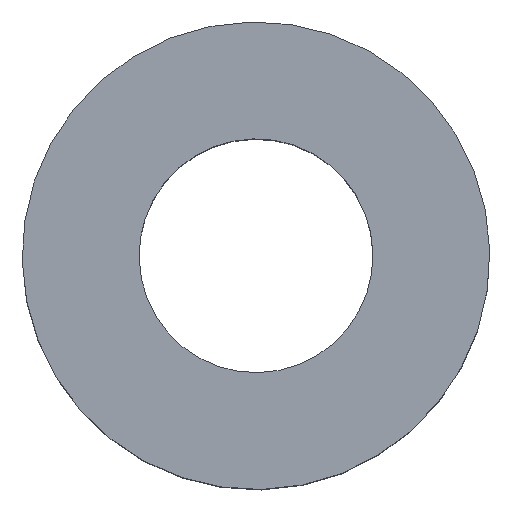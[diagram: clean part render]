
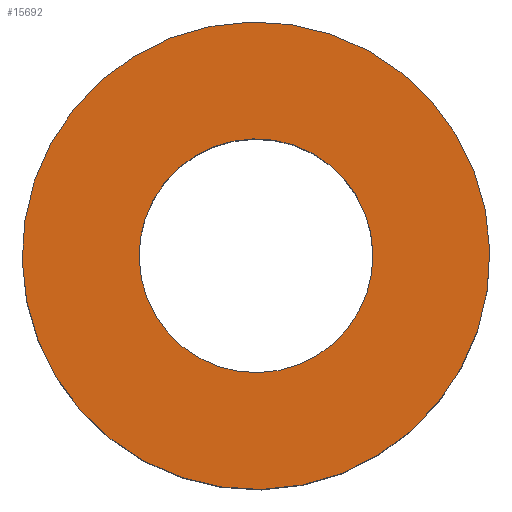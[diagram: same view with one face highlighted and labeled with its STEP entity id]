
A CAD part, top view. The second image highlights one B-rep face of the part: STEP entity #15692.
In plain terms, the highlighted planar face has unit normal (0, 0, 1).
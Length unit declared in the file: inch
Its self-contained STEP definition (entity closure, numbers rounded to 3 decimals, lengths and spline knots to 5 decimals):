
#4888=AXIS2_PLACEMENT_3D('Circle Axis2P3D',#4886,#4887,$) ;
#4907=AXIS2_PLACEMENT_3D('Circle Axis2P3D',#4905,#4906,$) ;
#15668=AXIS2_PLACEMENT_3D('Plane Axis2P3D',#15665,#15666,#15667) ;
#15676=AXIS2_PLACEMENT_3D('Circle Axis2P3D',#15674,#15675,$) ;
#15685=AXIS2_PLACEMENT_3D('Circle Axis2P3D',#15683,#15684,$) ;
#4883=CARTESIAN_POINT('Vertex',(4.79426,8.77583,11.75)) ;
#4886=CARTESIAN_POINT('Axis2P3D Location',(0.,0.,11.75)) ;
#4890=CARTESIAN_POINT('Vertex',(-4.79426,-8.77583,11.75)) ;
#4905=CARTESIAN_POINT('Axis2P3D Location',(0.,0.,11.75)) ;
#15665=CARTESIAN_POINT('Axis2P3D Location',(0.,10.,11.75)) ;
#15674=CARTESIAN_POINT('Axis2P3D Location',(0.,0.,11.75)) ;
#15678=CARTESIAN_POINT('Vertex',(-2.39713,-4.38791,11.75)) ;
#15680=CARTESIAN_POINT('Vertex',(2.39713,4.38791,11.75)) ;
#15683=CARTESIAN_POINT('Axis2P3D Location',(0.,0.,11.75)) ;
#4887=DIRECTION('Axis2P3D Direction',(0.,0.,-0.039)) ;
#4906=DIRECTION('Axis2P3D Direction',(0.,0.,-0.039)) ;
#15666=DIRECTION('Axis2P3D Direction',(0.,0.,-0.039)) ;
#15667=DIRECTION('Axis2P3D XDirection',(0.039,0.,0.)) ;
#15675=DIRECTION('Axis2P3D Direction',(0.,0.,-0.039)) ;
#15684=DIRECTION('Axis2P3D Direction',(0.,0.,-0.039)) ;
#15671=ORIENTED_EDGE('',*,*,#4892,.F.) ;
#15672=ORIENTED_EDGE('',*,*,#4909,.F.) ;
#15689=ORIENTED_EDGE('',*,*,#15682,.T.) ;
#15690=ORIENTED_EDGE('',*,*,#15687,.T.) ;
#15691=FACE_BOUND('',#15688,.T.) ;
#15692=ADVANCED_FACE('PartBody',(#15673,#15691),#15669,.F.) ;
#4889=CIRCLE('generated circle',#4888,10.) ;
#4908=CIRCLE('generated circle',#4907,10.) ;
#15677=CIRCLE('generated circle',#15676,5.) ;
#15686=CIRCLE('generated circle',#15685,5.) ;
#4892=EDGE_CURVE('',#4884,#4891,#4889,.T.) ;
#4909=EDGE_CURVE('',#4891,#4884,#4908,.T.) ;
#15682=EDGE_CURVE('',#15679,#15681,#15677,.T.) ;
#15687=EDGE_CURVE('',#15681,#15679,#15686,.T.) ;
#15670=EDGE_LOOP('',(#15671,#15672)) ;
#15688=EDGE_LOOP('',(#15689,#15690)) ;
#15673=FACE_OUTER_BOUND('',#15670,.T.) ;
#15669=PLANE('',#15668) ;
#4884=VERTEX_POINT('',#4883) ;
#4891=VERTEX_POINT('',#4890) ;
#15679=VERTEX_POINT('',#15678) ;
#15681=VERTEX_POINT('',#15680) ;
